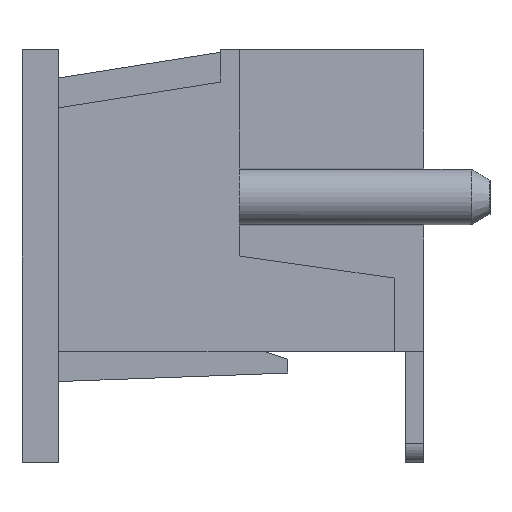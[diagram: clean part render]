
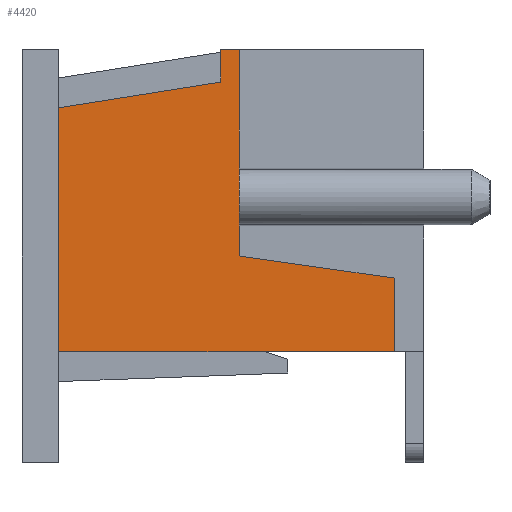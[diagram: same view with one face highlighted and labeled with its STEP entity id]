
A CAD part, left-side view. The second image highlights one B-rep face of the part: STEP entity #4420.
In plain terms, the highlighted planar face has unit normal (-1, 0, 0).
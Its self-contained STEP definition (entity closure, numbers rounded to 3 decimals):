
#67 = ORIENTED_EDGE ( 'NONE', *, *, #6780, .T. ) ;
#181 = LINE ( 'NONE', #1388, #6761 ) ;
#462 = CARTESIAN_POINT ( 'NONE',  ( -5., 9.9, -1.58 ) ) ;
#496 = CARTESIAN_POINT ( 'NONE',  ( -5., 5.5, -0.88 ) ) ;
#621 = CARTESIAN_POINT ( 'NONE',  ( -5., 5., 0. ) ) ;
#647 = CARTESIAN_POINT ( 'NONE',  ( -5., 0.8, -6.2 ) ) ;
#734 = VERTEX_POINT ( 'NONE', #621 ) ;
#814 = DIRECTION ( 'NONE',  ( 0., 0., 1. ) ) ;
#852 = DIRECTION ( 'NONE',  ( 1., 0., 0. ) ) ;
#872 = VECTOR ( 'NONE', #4041, 1000. ) ;
#884 = EDGE_LOOP ( 'NONE', ( #3085, #7012, #67, #1979, #987, #6140, #3797, #1665 ) ) ;
#985 = CARTESIAN_POINT ( 'NONE',  ( -5., 0.8, -8.2 ) ) ;
#987 = ORIENTED_EDGE ( 'NONE', *, *, #6441, .F. ) ;
#1130 = LINE ( 'NONE', #2594, #1416 ) ;
#1187 = EDGE_CURVE ( 'NONE', #3551, #3662, #2071, .T. ) ;
#1259 = VERTEX_POINT ( 'NONE', #5614 ) ;
#1388 = CARTESIAN_POINT ( 'NONE',  ( -5., 5., 0. ) ) ;
#1416 = VECTOR ( 'NONE', #814, 1000. ) ;
#1639 = FACE_OUTER_BOUND ( 'NONE', #884, .T. ) ;
#1665 = ORIENTED_EDGE ( 'NONE', *, *, #7326, .F. ) ;
#1673 = CARTESIAN_POINT ( 'NONE',  ( -5., 0., -8.2 ) ) ;
#1711 = LINE ( 'NONE', #647, #2640 ) ;
#1713 = EDGE_CURVE ( 'NONE', #2226, #734, #181, .T. ) ;
#1806 = DIRECTION ( 'NONE',  ( 0., 0., 1. ) ) ;
#1820 = DIRECTION ( 'NONE',  ( 0., 0., 1. ) ) ;
#1967 = EDGE_CURVE ( 'NONE', #6058, #6318, #1130, .T. ) ;
#1979 = ORIENTED_EDGE ( 'NONE', *, *, #1713, .T. ) ;
#1983 = VECTOR ( 'NONE', #1806, 1000. ) ;
#2000 = DIRECTION ( 'NONE',  ( 0., 0., 1. ) ) ;
#2010 = CARTESIAN_POINT ( 'NONE',  ( -5., 5.5, 0. ) ) ;
#2071 = LINE ( 'NONE', #985, #1983 ) ;
#2226 = VERTEX_POINT ( 'NONE', #7476 ) ;
#2324 = DIRECTION ( 'NONE',  ( 0., 1., 0. ) ) ;
#2474 = CARTESIAN_POINT ( 'NONE',  ( -5., 0.8, -6.2 ) ) ;
#2485 = LINE ( 'NONE', #1673, #7716 ) ;
#2586 = CARTESIAN_POINT ( 'NONE',  ( -5., 0., 0. ) ) ;
#2594 = CARTESIAN_POINT ( 'NONE',  ( -5., 5.5, -0.88 ) ) ;
#2640 = VECTOR ( 'NONE', #4859, 1000. ) ;
#2674 = CARTESIAN_POINT ( 'NONE',  ( -5., 5.5, 0. ) ) ;
#2733 = VECTOR ( 'NONE', #3938, 1000. ) ;
#2746 = LINE ( 'NONE', #462, #872 ) ;
#2936 = CARTESIAN_POINT ( 'NONE',  ( -5., 0.8, -8.2 ) ) ;
#3085 = ORIENTED_EDGE ( 'NONE', *, *, #4680, .F. ) ;
#3210 = PLANE ( 'NONE',  #7540 ) ;
#3551 = VERTEX_POINT ( 'NONE', #2936 ) ;
#3662 = VERTEX_POINT ( 'NONE', #2474 ) ;
#3797 = ORIENTED_EDGE ( 'NONE', *, *, #5105, .F. ) ;
#3938 = DIRECTION ( 'NONE',  ( 0., -1., 0. ) ) ;
#4041 = DIRECTION ( 'NONE',  ( 0., -0.988, 0.157 ) ) ;
#4234 = VECTOR ( 'NONE', #1820, 1000. ) ;
#4420 = ADVANCED_FACE ( 'NONE', ( #1639 ), #3210, .F. ) ;
#4680 = EDGE_CURVE ( 'NONE', #3551, #6256, #2485, .T. ) ;
#4859 = DIRECTION ( 'NONE',  ( 0., 0.99, 0.141 ) ) ;
#4923 = LINE ( 'NONE', #2674, #2733 ) ;
#5002 = LINE ( 'NONE', #5420, #4234 ) ;
#5105 = EDGE_CURVE ( 'NONE', #1259, #6058, #2746, .T. ) ;
#5420 = CARTESIAN_POINT ( 'NONE',  ( -5., 9.9, -8.2 ) ) ;
#5614 = CARTESIAN_POINT ( 'NONE',  ( -5., 9.9, -1.58 ) ) ;
#6058 = VERTEX_POINT ( 'NONE', #496 ) ;
#6140 = ORIENTED_EDGE ( 'NONE', *, *, #1967, .F. ) ;
#6230 = DIRECTION ( 'NONE',  ( 0., 0., -1. ) ) ;
#6256 = VERTEX_POINT ( 'NONE', #7261 ) ;
#6318 = VERTEX_POINT ( 'NONE', #2010 ) ;
#6441 = EDGE_CURVE ( 'NONE', #6318, #734, #4923, .T. ) ;
#6761 = VECTOR ( 'NONE', #2000, 1000. ) ;
#6780 = EDGE_CURVE ( 'NONE', #3662, #2226, #1711, .T. ) ;
#7012 = ORIENTED_EDGE ( 'NONE', *, *, #1187, .T. ) ;
#7261 = CARTESIAN_POINT ( 'NONE',  ( -5., 9.9, -8.2 ) ) ;
#7326 = EDGE_CURVE ( 'NONE', #6256, #1259, #5002, .T. ) ;
#7476 = CARTESIAN_POINT ( 'NONE',  ( -5., 5., -5.6 ) ) ;
#7540 = AXIS2_PLACEMENT_3D ( 'NONE', #2586, #852, #6230 ) ;
#7716 = VECTOR ( 'NONE', #2324, 1000. ) ;
